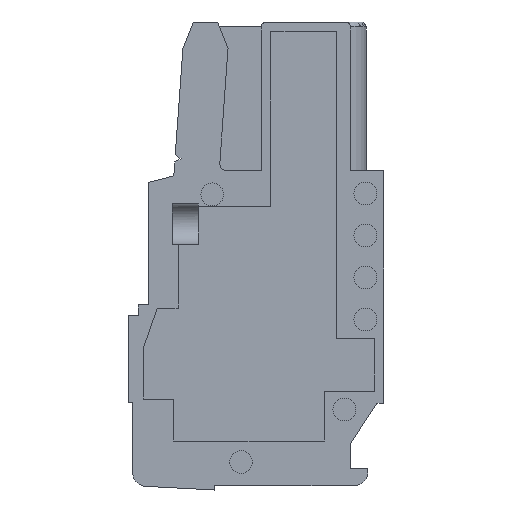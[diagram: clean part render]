
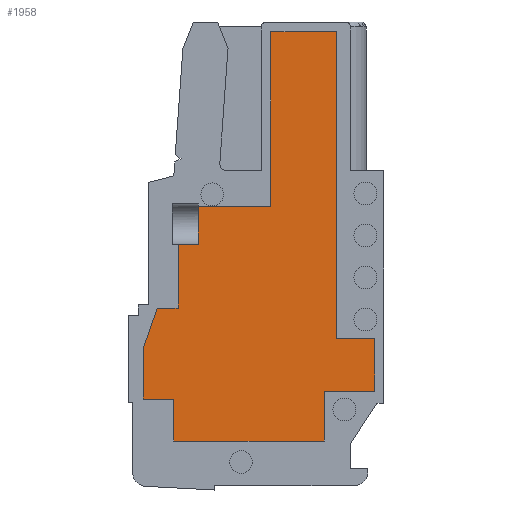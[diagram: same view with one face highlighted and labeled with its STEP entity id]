
A CAD part, left-side view. The second image highlights one B-rep face of the part: STEP entity #1958.
In plain terms, the highlighted planar face has unit normal (-1, 0, 0).
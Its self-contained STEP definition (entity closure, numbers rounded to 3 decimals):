
#1958 = ADVANCED_FACE( '', ( #3936 ), #3937, .F. );
#3936 = FACE_OUTER_BOUND( '', #5880, .T. );
#3937 = PLANE( '', #5881 );
#5880 = EDGE_LOOP( '', ( #11215, #11216, #11217, #11218, #11219, #11220, #11221, #11222, #11223, #11224, #11225, #11226, #11227, #11228, #11229, #11230, #11231 ) );
#5881 = AXIS2_PLACEMENT_3D( '', #11232, #11233, #11234 );
#11215 = ORIENTED_EDGE( '', *, *, #13225, .T. );
#11216 = ORIENTED_EDGE( '', *, *, #12159, .F. );
#11217 = ORIENTED_EDGE( '', *, *, #11966, .F. );
#11218 = ORIENTED_EDGE( '', *, *, #13564, .F. );
#11219 = ORIENTED_EDGE( '', *, *, #12678, .F. );
#11220 = ORIENTED_EDGE( '', *, *, #13160, .F. );
#11221 = ORIENTED_EDGE( '', *, *, #11642, .F. );
#11222 = ORIENTED_EDGE( '', *, *, #11512, .F. );
#11223 = ORIENTED_EDGE( '', *, *, #13566, .F. );
#11224 = ORIENTED_EDGE( '', *, *, #12659, .F. );
#11225 = ORIENTED_EDGE( '', *, *, #13037, .F. );
#11226 = ORIENTED_EDGE( '', *, *, #12934, .F. );
#11227 = ORIENTED_EDGE( '', *, *, #13357, .F. );
#11228 = ORIENTED_EDGE( '', *, *, #12210, .F. );
#11229 = ORIENTED_EDGE( '', *, *, #13247, .F. );
#11230 = ORIENTED_EDGE( '', *, *, #13312, .F. );
#11231 = ORIENTED_EDGE( '', *, *, #12584, .T. );
#11232 = CARTESIAN_POINT( '', ( -2.4, 0., 0. ) );
#11233 = DIRECTION( '', ( 1., 0., 0. ) );
#11234 = DIRECTION( '', ( 0., 0., -1. ) );
#11512 = EDGE_CURVE( '', #13705, #13707, #13708, .T. );
#11642 = EDGE_CURVE( '', #13707, #13942, #13943, .T. );
#11966 = EDGE_CURVE( '', #14509, #14511, #14512, .T. );
#12159 = EDGE_CURVE( '', #14511, #14845, #14846, .T. );
#12210 = EDGE_CURVE( '', #14926, #14928, #14929, .T. );
#12584 = EDGE_CURVE( '', #15511, #15512, #15513, .T. );
#12659 = EDGE_CURVE( '', #15616, #15618, #15619, .T. );
#12678 = EDGE_CURVE( '', #15646, #15648, #15649, .T. );
#12934 = EDGE_CURVE( '', #16016, #16018, #16019, .T. );
#13037 = EDGE_CURVE( '', #16018, #15616, #16149, .T. );
#13160 = EDGE_CURVE( '', #13942, #15646, #16303, .T. );
#13225 = EDGE_CURVE( '', #15512, #14845, #16384, .T. );
#13247 = EDGE_CURVE( '', #16410, #14926, #16412, .T. );
#13312 = EDGE_CURVE( '', #15511, #16410, #16488, .T. );
#13357 = EDGE_CURVE( '', #14928, #16016, #16538, .T. );
#13564 = EDGE_CURVE( '', #15648, #14509, #16759, .T. );
#13566 = EDGE_CURVE( '', #15618, #13705, #16761, .T. );
#13705 = VERTEX_POINT( '', #16944 );
#13707 = VERTEX_POINT( '', #16947 );
#13708 = LINE( '', #16948, #16949 );
#13942 = VERTEX_POINT( '', #17266 );
#13943 = LINE( '', #17267, #17268 );
#14509 = VERTEX_POINT( '', #18031 );
#14511 = VERTEX_POINT( '', #18034 );
#14512 = LINE( '', #18035, #18036 );
#14845 = VERTEX_POINT( '', #18527 );
#14846 = LINE( '', #18528, #18529 );
#14926 = VERTEX_POINT( '', #18644 );
#14928 = VERTEX_POINT( '', #18647 );
#14929 = LINE( '', #18648, #18649 );
#15511 = VERTEX_POINT( '', #19481 );
#15512 = VERTEX_POINT( '', #19482 );
#15513 = LINE( '', #19483, #19484 );
#15616 = VERTEX_POINT( '', #19629 );
#15618 = VERTEX_POINT( '', #19632 );
#15619 = LINE( '', #19633, #19634 );
#15646 = VERTEX_POINT( '', #19670 );
#15648 = VERTEX_POINT( '', #19673 );
#15649 = LINE( '', #19674, #19675 );
#16016 = VERTEX_POINT( '', #20202 );
#16018 = VERTEX_POINT( '', #20205 );
#16019 = LINE( '', #20206, #20207 );
#16149 = LINE( '', #20397, #20398 );
#16303 = LINE( '', #20620, #20621 );
#16384 = LINE( '', #20750, #20751 );
#16410 = VERTEX_POINT( '', #20788 );
#16412 = LINE( '', #20791, #20792 );
#16488 = LINE( '', #20899, #20900 );
#16538 = LINE( '', #20969, #20970 );
#16759 = LINE( '', #21262, #21263 );
#16761 = LINE( '', #21265, #21266 );
#16944 = CARTESIAN_POINT( '', ( -2.4, -1.875, -8.8 ) );
#16947 = CARTESIAN_POINT( '', ( -2.4, 6.725, -8.8 ) );
#16948 = CARTESIAN_POINT( '', ( -2.4, -1.875, -8.8 ) );
#16949 = VECTOR( '', #21354, 1000. );
#17266 = CARTESIAN_POINT( '', ( -2.4, 6.725, -6.4 ) );
#17267 = CARTESIAN_POINT( '', ( -2.4, 6.725, -8.8 ) );
#17268 = VECTOR( '', #21510, 1000. );
#18031 = CARTESIAN_POINT( '', ( -2.4, 7.675, -1.2 ) );
#18034 = CARTESIAN_POINT( '', ( -2.4, 6.475, -1.2 ) );
#18035 = CARTESIAN_POINT( '', ( -2.4, 7.675, -1.2 ) );
#18036 = VECTOR( '', #21913, 1000. );
#18527 = CARTESIAN_POINT( '', ( -2.4, 6.475, 2.45 ) );
#18528 = CARTESIAN_POINT( '', ( -2.4, 6.475, -1.2 ) );
#18529 = VECTOR( '', #22107, 1000. );
#18644 = CARTESIAN_POINT( '', ( -2.4, 1.175, 14.6 ) );
#18647 = CARTESIAN_POINT( '', ( -2.4, -2.575, 14.6 ) );
#18648 = CARTESIAN_POINT( '', ( -2.4, 1.175, 14.6 ) );
#18649 = VECTOR( '', #22159, 1000. );
#19481 = CARTESIAN_POINT( '', ( -2.4, 5.325, 4.6 ) );
#19482 = CARTESIAN_POINT( '', ( -2.4, 5.325, 2.45 ) );
#19483 = CARTESIAN_POINT( '', ( -2.4, 5.325, 3.6 ) );
#19484 = VECTOR( '', #22534, 1000. );
#19629 = CARTESIAN_POINT( '', ( -2.4, -4.775, -5.95 ) );
#19632 = CARTESIAN_POINT( '', ( -2.4, -1.875, -5.95 ) );
#19633 = CARTESIAN_POINT( '', ( -2.4, -4.775, -5.95 ) );
#19634 = VECTOR( '', #22614, 1000. );
#19670 = CARTESIAN_POINT( '', ( -2.4, 8.475, -6.4 ) );
#19673 = CARTESIAN_POINT( '', ( -2.4, 8.475, -3.5 ) );
#19674 = CARTESIAN_POINT( '', ( -2.4, 8.475, -6.4 ) );
#19675 = VECTOR( '', #22634, 1000. );
#20202 = CARTESIAN_POINT( '', ( -2.4, -2.575, -2.95 ) );
#20205 = CARTESIAN_POINT( '', ( -2.4, -4.775, -2.95 ) );
#20206 = CARTESIAN_POINT( '', ( -2.4, -2.575, -2.95 ) );
#20207 = VECTOR( '', #22901, 1000. );
#20397 = CARTESIAN_POINT( '', ( -2.4, -4.775, -2.95 ) );
#20398 = VECTOR( '', #23005, 1000. );
#20620 = CARTESIAN_POINT( '', ( -2.4, 6.725, -6.4 ) );
#20621 = VECTOR( '', #23117, 1000. );
#20750 = CARTESIAN_POINT( '', ( -2.4, 5.325, 2.45 ) );
#20751 = VECTOR( '', #23177, 1000. );
#20788 = CARTESIAN_POINT( '', ( -2.4, 1.175, 4.6 ) );
#20791 = CARTESIAN_POINT( '', ( -2.4, 1.175, 4.6 ) );
#20792 = VECTOR( '', #23193, 1000. );
#20899 = CARTESIAN_POINT( '', ( -2.4, 6.475, 4.6 ) );
#20900 = VECTOR( '', #23240, 1000. );
#20969 = CARTESIAN_POINT( '', ( -2.4, -2.575, 14.6 ) );
#20970 = VECTOR( '', #23269, 1000. );
#21262 = CARTESIAN_POINT( '', ( -2.4, 8.475, -3.5 ) );
#21263 = VECTOR( '', #23392, 1000. );
#21265 = CARTESIAN_POINT( '', ( -2.4, -1.875, -5.95 ) );
#21266 = VECTOR( '', #23393, 1000. );
#21354 = DIRECTION( '', ( 0., 1., 0. ) );
#21510 = DIRECTION( '', ( 0., 0., 1. ) );
#21913 = DIRECTION( '', ( 0., -1., 0. ) );
#22107 = DIRECTION( '', ( 0., 0., 1. ) );
#22159 = DIRECTION( '', ( 0., -1., 0. ) );
#22534 = DIRECTION( '', ( 0., 0., -1. ) );
#22614 = DIRECTION( '', ( 0., 1., 0. ) );
#22634 = DIRECTION( '', ( 0., 0., 1. ) );
#22901 = DIRECTION( '', ( 0., -1., 0. ) );
#23005 = DIRECTION( '', ( 0., 0., -1. ) );
#23117 = DIRECTION( '', ( 0., 1., 0. ) );
#23177 = DIRECTION( '', ( 0., 1., 0. ) );
#23193 = DIRECTION( '', ( 0., 0., 1. ) );
#23240 = DIRECTION( '', ( 0., -1., 0. ) );
#23269 = DIRECTION( '', ( 0., 0., -1. ) );
#23392 = DIRECTION( '', ( 0., -0.329, 0.944 ) );
#23393 = DIRECTION( '', ( 0., 0., -1. ) );
